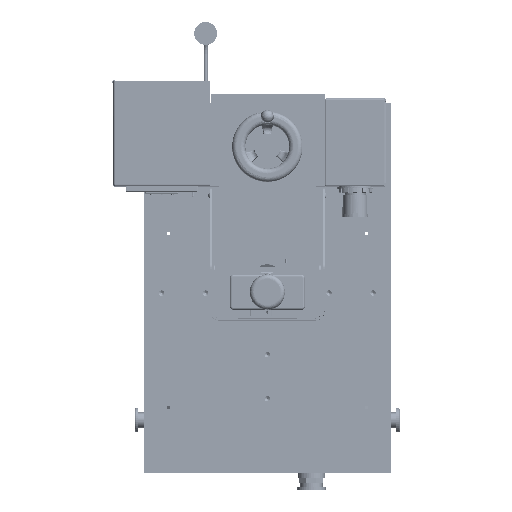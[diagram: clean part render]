
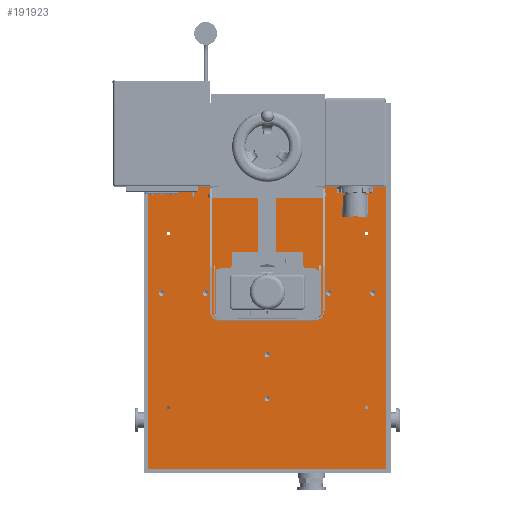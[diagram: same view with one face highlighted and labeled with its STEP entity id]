
A CAD part, top view. The second image highlights one B-rep face of the part: STEP entity #191923.
In plain terms, the highlighted planar face has unit normal (0, 0, 1).
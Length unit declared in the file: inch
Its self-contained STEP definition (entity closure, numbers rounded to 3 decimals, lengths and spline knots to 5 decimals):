
#191744=CARTESIAN_POINT('',(-4.25,-19.38143,-6.0));
#191745=VERTEX_POINT('',#191744);
#191746=CARTESIAN_POINT('',(9.25,-19.38143,-6.0));
#191747=VERTEX_POINT('',#191746);
#191748=CARTESIAN_POINT('',(9.0,-19.38143,-6.0));
#191749=DIRECTION('',(1.0,0.0,0.0));
#191750=VECTOR('',#191749,39.37008);
#191751=LINE('',#191748,#191750);
#191752=EDGE_CURVE('',#191745,#191747,#191751,.T.);
#191753=ORIENTED_EDGE('',*,*,#191752,.T.);
#191754=CARTESIAN_POINT('',(9.25,1.11857,-6.0));
#191755=VERTEX_POINT('',#191754);
#191756=CARTESIAN_POINT('',(9.25,0.86857,-6.0));
#191757=DIRECTION('',(-0.0,1.0,0.0));
#191758=VECTOR('',#191757,39.37008);
#191759=LINE('',#191756,#191758);
#191760=EDGE_CURVE('',#191747,#191755,#191759,.T.);
#191761=ORIENTED_EDGE('',*,*,#191760,.T.);
#191762=CARTESIAN_POINT('',(-4.25,1.11857,-6.0));
#191763=VERTEX_POINT('',#191762);
#191764=CARTESIAN_POINT('',(9.0,1.11857,-6.0));
#191765=DIRECTION('',(-1.0,0.0,0.0));
#191766=VECTOR('',#191765,39.37008);
#191767=LINE('',#191764,#191766);
#191768=EDGE_CURVE('',#191755,#191763,#191767,.T.);
#191769=ORIENTED_EDGE('',*,*,#191768,.T.);
#191770=CARTESIAN_POINT('',(-4.25,0.86857,-6.0));
#191771=DIRECTION('',(0.0,-1.0,0.0));
#191772=VECTOR('',#191771,39.37008);
#191773=LINE('',#191770,#191772);
#191774=EDGE_CURVE('',#191763,#191745,#191773,.T.);
#191775=ORIENTED_EDGE('',*,*,#191774,.T.);
#191776=EDGE_LOOP('',(#191753,#191761,#191769,#191775));
#191777=FACE_OUTER_BOUND('',#191776,.T.);
#191778=CARTESIAN_POINT('',(8.2255,-15.91143,-6.0));
#191779=VERTEX_POINT('',#191778);
#191780=CARTESIAN_POINT('',(8.125,-15.81093,-6.0));
#191781=VERTEX_POINT('',#191780);
#191782=CARTESIAN_POINT('',(8.125,-15.91143,-6.0));
#191783=DIRECTION('',(-0.0,-0.0,-1.0));
#191784=DIRECTION('',(1.0,0.0,0.0));
#191785=AXIS2_PLACEMENT_3D('',#191782,#191783,#191784);
#191786=CIRCLE('',#191785,0.1005);
#191787=EDGE_CURVE('',#191779,#191781,#191786,.T.);
#191788=ORIENTED_EDGE('',*,*,#191787,.T.);
#191789=EDGE_CURVE('',#191781,#191779,#191786,.T.);
#191790=ORIENTED_EDGE('',*,*,#191789,.T.);
#191791=EDGE_LOOP('',(#191788,#191790));
#191792=FACE_BOUND('',#191791,.T.);
#191793=CARTESIAN_POINT('',(8.2255,-6.01143,-6.0));
#191794=VERTEX_POINT('',#191793);
#191795=CARTESIAN_POINT('',(8.125,-6.01143,-6.0));
#191796=DIRECTION('',(-0.0,-0.0,-1.0));
#191797=DIRECTION('',(1.0,0.0,0.0));
#191798=AXIS2_PLACEMENT_3D('',#191795,#191796,#191797);
#191799=CIRCLE('',#191798,0.1005);
#191800=EDGE_CURVE('',#191794,#191794,#191799,.T.);
#191801=ORIENTED_EDGE('',*,*,#191800,.T.);
#191802=EDGE_LOOP('',(#191801));
#191803=FACE_BOUND('',#191802,.T.);
#191804=CARTESIAN_POINT('',(-3.0245,-6.01143,-6.0));
#191805=VERTEX_POINT('',#191804);
#191806=CARTESIAN_POINT('',(-3.125,-6.01143,-6.0));
#191807=DIRECTION('',(-0.0,-0.0,-1.0));
#191808=DIRECTION('',(1.0,0.0,0.0));
#191809=AXIS2_PLACEMENT_3D('',#191806,#191807,#191808);
#191810=CIRCLE('',#191809,0.1005);
#191811=EDGE_CURVE('',#191805,#191805,#191810,.T.);
#191812=ORIENTED_EDGE('',*,*,#191811,.T.);
#191813=EDGE_LOOP('',(#191812));
#191814=FACE_BOUND('',#191813,.T.);
#191815=CARTESIAN_POINT('',(-3.0245,-15.91143,-6.0));
#191816=VERTEX_POINT('',#191815);
#191817=CARTESIAN_POINT('',(-3.125,-15.81093,-6.0));
#191818=VERTEX_POINT('',#191817);
#191819=CARTESIAN_POINT('',(-3.125,-15.91143,-6.0));
#191820=DIRECTION('',(-0.0,-0.0,-1.0));
#191821=DIRECTION('',(1.0,0.0,0.0));
#191822=AXIS2_PLACEMENT_3D('',#191819,#191820,#191821);
#191823=CIRCLE('',#191822,0.1005);
#191824=EDGE_CURVE('',#191816,#191818,#191823,.T.);
#191825=ORIENTED_EDGE('',*,*,#191824,.T.);
#191826=EDGE_CURVE('',#191818,#191816,#191823,.T.);
#191827=ORIENTED_EDGE('',*,*,#191826,.T.);
#191828=EDGE_LOOP('',(#191825,#191827));
#191829=FACE_BOUND('',#191828,.T.);
#191830=CARTESIAN_POINT('',(6.1565,-9.41143,-6.0));
#191831=VERTEX_POINT('',#191830);
#191832=CARTESIAN_POINT('',(6.0,-9.41143,-6.0));
#191833=DIRECTION('',(-0.0,-0.0,-1.0));
#191834=DIRECTION('',(1.0,0.0,0.0));
#191835=AXIS2_PLACEMENT_3D('',#191832,#191833,#191834);
#191836=CIRCLE('',#191835,0.1565);
#191837=EDGE_CURVE('',#191831,#191831,#191836,.T.);
#191838=ORIENTED_EDGE('',*,*,#191837,.T.);
#191839=EDGE_LOOP('',(#191838));
#191840=FACE_BOUND('',#191839,.T.);
#191841=CARTESIAN_POINT('',(-0.8435,-9.41143,-6.0));
#191842=VERTEX_POINT('',#191841);
#191843=CARTESIAN_POINT('',(-1.0,-9.41143,-6.0));
#191844=DIRECTION('',(-0.0,-0.0,-1.0));
#191845=DIRECTION('',(1.0,0.0,0.0));
#191846=AXIS2_PLACEMENT_3D('',#191843,#191844,#191845);
#191847=CIRCLE('',#191846,0.1565);
#191848=EDGE_CURVE('',#191842,#191842,#191847,.T.);
#191849=ORIENTED_EDGE('',*,*,#191848,.T.);
#191850=EDGE_LOOP('',(#191849));
#191851=FACE_BOUND('',#191850,.T.);
#191852=CARTESIAN_POINT('',(8.6565,-9.41143,-6.0));
#191853=VERTEX_POINT('',#191852);
#191854=CARTESIAN_POINT('',(8.5,-9.41143,-6.0));
#191855=DIRECTION('',(0.0,0.0,-1.0));
#191856=DIRECTION('',(1.0,0.0,0.0));
#191857=AXIS2_PLACEMENT_3D('',#191854,#191855,#191856);
#191858=CIRCLE('',#191857,0.1565);
#191859=EDGE_CURVE('',#191853,#191853,#191858,.T.);
#191860=ORIENTED_EDGE('',*,*,#191859,.T.);
#191861=EDGE_LOOP('',(#191860));
#191862=FACE_BOUND('',#191861,.T.);
#191863=CARTESIAN_POINT('',(-3.3435,-9.41143,-6.0));
#191864=VERTEX_POINT('',#191863);
#191865=CARTESIAN_POINT('',(-3.5,-9.41143,-6.0));
#191866=DIRECTION('',(0.0,0.0,-1.0));
#191867=DIRECTION('',(1.0,0.0,0.0));
#191868=AXIS2_PLACEMENT_3D('',#191865,#191866,#191867);
#191869=CIRCLE('',#191868,0.1565);
#191870=EDGE_CURVE('',#191864,#191864,#191869,.T.);
#191871=ORIENTED_EDGE('',*,*,#191870,.T.);
#191872=EDGE_LOOP('',(#191871));
#191873=FACE_BOUND('',#191872,.T.);
#191874=CARTESIAN_POINT('',(2.6565,-5.91143,-6.0));
#191875=VERTEX_POINT('',#191874);
#191876=CARTESIAN_POINT('',(2.5,-5.91143,-6.0));
#191877=DIRECTION('',(0.0,0.0,-1.0));
#191878=DIRECTION('',(1.0,0.0,0.0));
#191879=AXIS2_PLACEMENT_3D('',#191876,#191877,#191878);
#191880=CIRCLE('',#191879,0.1565);
#191881=EDGE_CURVE('',#191875,#191875,#191880,.T.);
#191882=ORIENTED_EDGE('',*,*,#191881,.T.);
#191883=EDGE_LOOP('',(#191882));
#191884=FACE_BOUND('',#191883,.T.);
#191885=CARTESIAN_POINT('',(2.6565,-12.91143,-6.0));
#191886=VERTEX_POINT('',#191885);
#191887=CARTESIAN_POINT('',(2.5,-12.91143,-6.0));
#191888=DIRECTION('',(0.0,0.0,-1.0));
#191889=DIRECTION('',(1.0,0.0,0.0));
#191890=AXIS2_PLACEMENT_3D('',#191887,#191888,#191889);
#191891=CIRCLE('',#191890,0.1565);
#191892=EDGE_CURVE('',#191886,#191886,#191891,.T.);
#191893=ORIENTED_EDGE('',*,*,#191892,.T.);
#191894=EDGE_LOOP('',(#191893));
#191895=FACE_BOUND('',#191894,.T.);
#191896=CARTESIAN_POINT('',(2.6565,-15.41143,-6.0));
#191897=VERTEX_POINT('',#191896);
#191898=CARTESIAN_POINT('',(2.5,-15.41143,-6.0));
#191899=DIRECTION('',(0.0,0.0,-1.0));
#191900=DIRECTION('',(1.0,0.0,0.0));
#191901=AXIS2_PLACEMENT_3D('',#191898,#191899,#191900);
#191902=CIRCLE('',#191901,0.1565);
#191903=EDGE_CURVE('',#191897,#191897,#191902,.T.);
#191904=ORIENTED_EDGE('',*,*,#191903,.T.);
#191905=EDGE_LOOP('',(#191904));
#191906=FACE_BOUND('',#191905,.T.);
#191907=CARTESIAN_POINT('',(2.5,-9.53643,-6.0));
#191908=VERTEX_POINT('',#191907);
#191909=CARTESIAN_POINT('',(2.5,-9.41143,-6.0));
#191910=DIRECTION('',(0.0,0.0,1.0));
#191911=DIRECTION('',(0.0,-1.0,0.0));
#191912=AXIS2_PLACEMENT_3D('',#191909,#191910,#191911);
#191913=CIRCLE('',#191912,0.125);
#191914=EDGE_CURVE('',#191908,#191908,#191913,.T.);
#191915=ORIENTED_EDGE('',*,*,#191914,.F.);
#191916=EDGE_LOOP('',(#191915));
#191917=FACE_BOUND('',#191916,.T.);
#191918=CARTESIAN_POINT('',(0.90363,0.33239,-6.0));
#191919=DIRECTION('',(0.0,0.0,1.0));
#191920=DIRECTION('',(-1.0,0.0,0.0));
#191921=AXIS2_PLACEMENT_3D('',#191918,#191919,#191920);
#191922=PLANE('',#191921);
#191923=ADVANCED_FACE('',(#191777,#191792,#191803,#191814,#191829,#191840,#191851,#191862,#191873,#191884,#191895,#191906,#191917),#191922,.T.);
